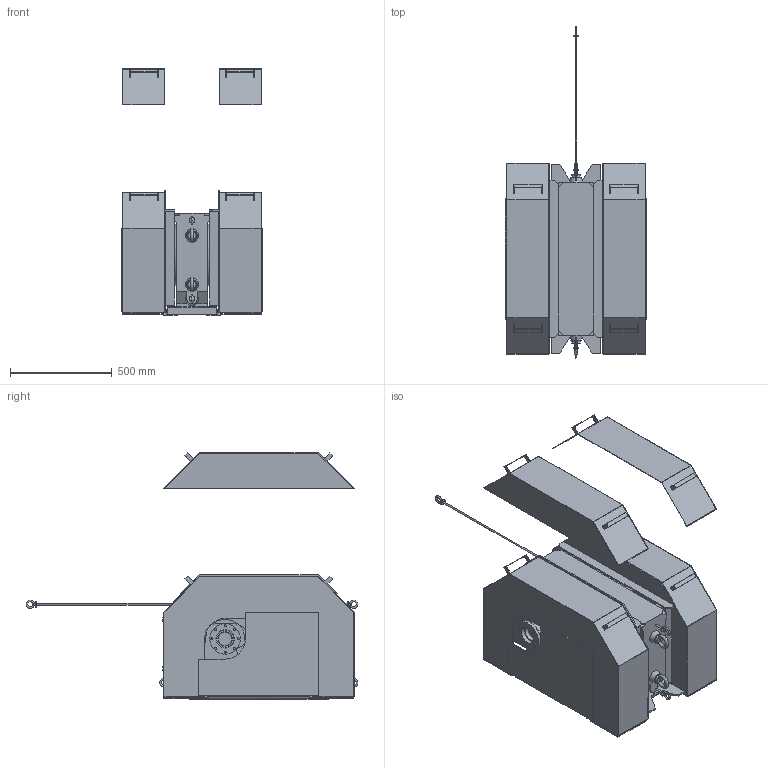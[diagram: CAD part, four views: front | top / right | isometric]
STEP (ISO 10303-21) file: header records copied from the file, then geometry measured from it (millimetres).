
FILE_DESCRIPTION(/* description */ (''),/* implementation_level */ '2;1');
FILE_NAME(/* name */ '406 50HZ',/* time_stamp */ '2021-01-22T08:47:07+01:00',/* author */ (''),/* organization */ (''),/* preprocessor_version */ 'ST-DEVELOPER v16.5',/* originating_system */ 'HiCAD 2019 2402.2 Build 521',/* authorisation */ '');
FILE_SCHEMA (('AUTOMOTIVE_DESIGN { 1 0 10303 214 1 1 1 1 }'));
Length unit declared in the file: millimetre
Products named in the file (31): Root; JR 406 50Hz 0051346_Baugruppe; JR 400; Gehäuse; SCHWERPUNKT; Hauben, austauschbar mit teilbaren Hauben (falls vorhanden); Haube JR 400 geschlossen; Blech für Haube geschlossen; Haube JR 400 offen; Blech für Haube offen; Welle + Gewichte Innen; AnschlussFlansch; Fliehgewicht t=15; Welle Gewichte Innen; JR 406 - Fliehgewicht t = 60; Welle + Gewichte Außen; Welle Gewichte Außen; Haubenausbaumaß; Haube; Ölmessstab je nach Einbaulage umpositionieren; Ölmessstab Pos 1; Ölmessstab Pos 2; Ölmessstab Pos 3; Ölmessstab Standard-Pos
Assembly tree (30 placements, depth 5):
  Root
    JR 406 50Hz 0051346_Baugruppe
      JR 400
        Gehäuse
          SCHWERPUNKT
      Hauben, austauschbar mit teilbaren Hauben (falls vorhanden)
        Haube JR 400 geschlossen
          Blech für Haube geschlossen
        Haube JR 400 offen
          Blech für Haube offen
      Welle + Gewichte Innen
        AnschlussFlansch
        Fliehgewicht t=15
        Fliehgewicht t=15
        Welle Gewichte Innen
        JR 406 - Fliehgewicht t = 60
        JR 406 - Fliehgewicht t = 60
      Welle + Gewichte Außen
        Fliehgewicht t=15
        Fliehgewicht t=15
        Welle Gewichte Außen
        JR 406 - Fliehgewicht t = 60
        JR 406 - Fliehgewicht t = 60
      Haubenausbaumaß
        Haube
        Haube
      Ölmessstab je nach Einbaulage umpositionieren
        Ölmessstab Pos 1
        Ölmessstab Pos 2
        Ölmessstab Pos 3
        Ölmessstab Standard-Pos
Bounding box: 694 x 1627.64 x 1207 mm (x, y, z)
Volume: 105264837.4 mm3; surface area: 11396320.4 mm2
Topology: 29 solids, 29 shells, 627 faces, 1588 edges, 1041 vertices
Faces by surface type: plane 486, cylinder 101, cone 23, torus 12, bspline 4, sphere 1
Full cylindrical faces by diameter (mm): 8 x4, 10.5 x8, 26 x8, 28 x4, 40 x4, 70 x3, 82 x8, 83 x1, 90 x1, 91 x6, 92 x1, 100 x1, 150 x1, 190 x4
Entity records: 37379 total; most frequent: CARTESIAN_POINT 6936, PRESENTATION_STYLE_ASSIGNMENT 3029, DIRECTION 3027, COLOUR_RGB 3012, DRAUGHTING_PRE_DEFINED_CURVE_FONT 3004, CURVE_STYLE 3004, OVER_RIDING_STYLED_ITEM 3004, ORIENTED_EDGE 3004
